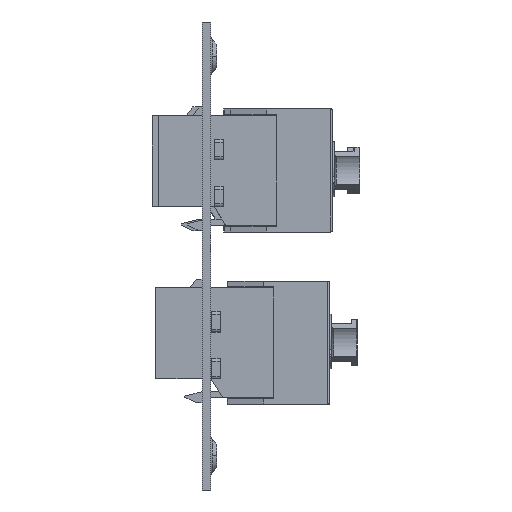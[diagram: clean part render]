
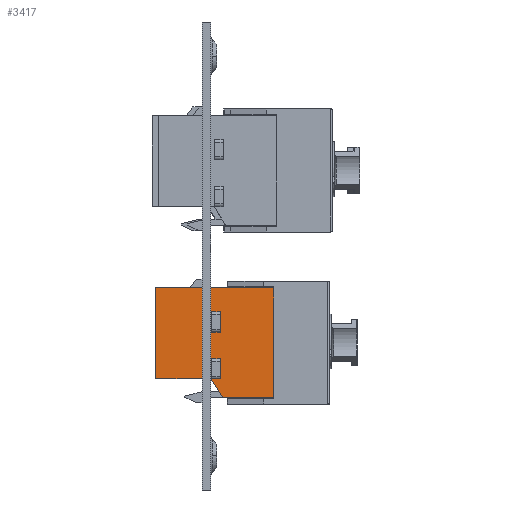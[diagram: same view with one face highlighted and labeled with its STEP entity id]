
A CAD part, left-side view. The second image highlights one B-rep face of the part: STEP entity #3417.
In plain terms, the highlighted face is planar.
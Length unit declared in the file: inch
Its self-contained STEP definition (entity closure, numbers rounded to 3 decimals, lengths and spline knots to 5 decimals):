
#438 = CARTESIAN_POINT ( 'NONE',  ( 0.285, 0.442, 0.462 ) ) ;
#529 = CARTESIAN_POINT ( 'NONE',  ( 0.285, -0.01, 0.445 ) ) ;
#568 = EDGE_CURVE ( 'NONE', #17524, #13576, #6815, .T. ) ;
#901 = LINE ( 'NONE', #18438, #9858 ) ;
#992 = FACE_OUTER_BOUND ( 'NONE', #13941, .T. ) ;
#1022 = CARTESIAN_POINT ( 'NONE',  ( 0.285, 0.314, 0.445 ) ) ;
#1166 = CARTESIAN_POINT ( 'NONE',  ( 0.285, -0.01, 0.385 ) ) ;
#1520 = CARTESIAN_POINT ( 'NONE',  ( 0.285, 0.314, 0.385 ) ) ;
#1648 = LINE ( 'NONE', #529, #15337 ) ;
#1907 = VERTEX_POINT ( 'NONE', #17930 ) ;
#2780 = VECTOR ( 'NONE', #14598, 39.37008 ) ;
#3417 = ADVANCED_FACE ( 'NONE', ( #6955, #992, #17145 ), #10254, .F. ) ;
#3870 = DIRECTION ( 'NONE',  ( -1., 0., 0. ) ) ;
#3881 = VERTEX_POINT ( 'NONE', #10082 ) ;
#4023 = DIRECTION ( 'NONE',  ( 0., 0.848, 0.53 ) ) ;
#4338 = CARTESIAN_POINT ( 'NONE',  ( 0.285, 0.314, 0.385 ) ) ;
#4477 = VECTOR ( 'NONE', #4023, 39.37008 ) ;
#4508 = CARTESIAN_POINT ( 'NONE',  ( 0.285, 0.442, 0.868 ) ) ;
#4753 = EDGE_CURVE ( 'NONE', #13544, #19028, #10481, .T. ) ;
#5092 = CARTESIAN_POINT ( 'NONE',  ( 0.285, -0.01, 0.445 ) ) ;
#5336 = EDGE_CURVE ( 'NONE', #19932, #17524, #11420, .T. ) ;
#5445 = EDGE_CURVE ( 'NONE', #6313, #11428, #6178, .T. ) ;
#5454 = VECTOR ( 'NONE', #20381, 39.37008 ) ;
#5906 = LINE ( 'NONE', #1520, #13903 ) ;
#6118 = EDGE_CURVE ( 'NONE', #13576, #20580, #1648, .T. ) ;
#6178 = LINE ( 'NONE', #9221, #5454 ) ;
#6306 = EDGE_CURVE ( 'NONE', #16535, #19028, #8868, .T. ) ;
#6313 = VERTEX_POINT ( 'NONE', #4338 ) ;
#6361 = EDGE_CURVE ( 'NONE', #15092, #1907, #901, .T. ) ;
#6447 = ORIENTED_EDGE ( 'NONE', *, *, #6306, .F. ) ;
#6779 = ORIENTED_EDGE ( 'NONE', *, *, #9102, .T. ) ;
#6806 = CARTESIAN_POINT ( 'NONE',  ( 0.285, 0.314, 0.382 ) ) ;
#6815 = LINE ( 'NONE', #18524, #17753 ) ;
#6868 = ORIENTED_EDGE ( 'NONE', *, *, #9537, .F. ) ;
#6955 = FACE_BOUND ( 'NONE', #15580, .T. ) ;
#7107 = VECTOR ( 'NONE', #12010, 39.37008 ) ;
#7166 = LINE ( 'NONE', #19598, #4477 ) ;
#7194 = VECTOR ( 'NONE', #7554, 39.37008 ) ;
#7437 = CARTESIAN_POINT ( 'NONE',  ( 0.285, 0.442, 0.868 ) ) ;
#7493 = DIRECTION ( 'NONE',  ( 0., 1., 0. ) ) ;
#7554 = DIRECTION ( 'NONE',  ( 0., 1., 0. ) ) ;
#7687 = DIRECTION ( 'NONE',  ( 0., 0., -1. ) ) ;
#7738 = LINE ( 'NONE', #12550, #2780 ) ;
#7782 = EDGE_CURVE ( 'NONE', #20580, #19932, #15720, .T. ) ;
#7788 = EDGE_CURVE ( 'NONE', #13698, #10863, #10740, .T. ) ;
#7908 = DIRECTION ( 'NONE',  ( 0., 0., -1. ) ) ;
#8064 = ORIENTED_EDGE ( 'NONE', *, *, #7782, .F. ) ;
#8128 = CARTESIAN_POINT ( 'NONE',  ( 0.285, 0.175, 0.385 ) ) ;
#8544 = CARTESIAN_POINT ( 'NONE',  ( 0.285, 0.175, 0.445 ) ) ;
#8708 = ORIENTED_EDGE ( 'NONE', *, *, #5336, .F. ) ;
#8868 = LINE ( 'NONE', #7437, #11838 ) ;
#9102 = EDGE_CURVE ( 'NONE', #15092, #13544, #7166, .T. ) ;
#9179 = LINE ( 'NONE', #16189, #11408 ) ;
#9221 = CARTESIAN_POINT ( 'NONE',  ( 0.285, 0.314, 0.385 ) ) ;
#9419 = CARTESIAN_POINT ( 'NONE',  ( 0.285, -0.01, 0.385 ) ) ;
#9537 = EDGE_CURVE ( 'NONE', #10863, #6313, #5906, .T. ) ;
#9800 = DIRECTION ( 'NONE',  ( 0., 0., -1. ) ) ;
#9858 = VECTOR ( 'NONE', #7908, 39.37008 ) ;
#10012 = VECTOR ( 'NONE', #7687, 39.37008 ) ;
#10055 = EDGE_CURVE ( 'NONE', #11428, #13698, #11331, .T. ) ;
#10082 = CARTESIAN_POINT ( 'NONE',  ( 0.285, -0.314, 0. ) ) ;
#10130 = ORIENTED_EDGE ( 'NONE', *, *, #6361, .F. ) ;
#10254 = PLANE ( 'NONE',  #15056 ) ;
#10400 = DIRECTION ( 'NONE',  ( 0., -1., 0. ) ) ;
#10481 = LINE ( 'NONE', #14451, #17693 ) ;
#10740 = LINE ( 'NONE', #15614, #10012 ) ;
#10863 = VERTEX_POINT ( 'NONE', #8128 ) ;
#11129 = ORIENTED_EDGE ( 'NONE', *, *, #5445, .F. ) ;
#11331 = LINE ( 'NONE', #1022, #7107 ) ;
#11408 = VECTOR ( 'NONE', #9800, 39.37008 ) ;
#11420 = LINE ( 'NONE', #1166, #7194 ) ;
#11428 = VERTEX_POINT ( 'NONE', #14527 ) ;
#11615 = DIRECTION ( 'NONE',  ( 0., -1., 0. ) ) ;
#11838 = VECTOR ( 'NONE', #7493, 39.37008 ) ;
#12010 = DIRECTION ( 'NONE',  ( 0., -1., 0. ) ) ;
#12400 = DIRECTION ( 'NONE',  ( 0., 0., 1. ) ) ;
#12550 = CARTESIAN_POINT ( 'NONE',  ( 0.285, 0.314, 0. ) ) ;
#12616 = ORIENTED_EDGE ( 'NONE', *, *, #7788, .F. ) ;
#13346 = ORIENTED_EDGE ( 'NONE', *, *, #4753, .T. ) ;
#13544 = VERTEX_POINT ( 'NONE', #438 ) ;
#13576 = VERTEX_POINT ( 'NONE', #5092 ) ;
#13698 = VERTEX_POINT ( 'NONE', #8544 ) ;
#13891 = EDGE_CURVE ( 'NONE', #3881, #1907, #7738, .T. ) ;
#13903 = VECTOR ( 'NONE', #14227, 39.37008 ) ;
#13941 = EDGE_LOOP ( 'NONE', ( #18671, #10130, #6779, #13346, #6447, #15780 ) ) ;
#14039 = DIRECTION ( 'NONE',  ( 0., 0., -1. ) ) ;
#14227 = DIRECTION ( 'NONE',  ( 0., 1., 0. ) ) ;
#14237 = CARTESIAN_POINT ( 'NONE',  ( 0.285, -0.149, 0.385 ) ) ;
#14451 = CARTESIAN_POINT ( 'NONE',  ( 0.285, 0.442, 0.722 ) ) ;
#14527 = CARTESIAN_POINT ( 'NONE',  ( 0.285, 0.314, 0.445 ) ) ;
#14598 = DIRECTION ( 'NONE',  ( 0., 1., 0. ) ) ;
#15056 = AXIS2_PLACEMENT_3D ( 'NONE', #16687, #3870, #10400 ) ;
#15092 = VERTEX_POINT ( 'NONE', #6806 ) ;
#15337 = VECTOR ( 'NONE', #11615, 39.37008 ) ;
#15536 = CARTESIAN_POINT ( 'NONE',  ( 0.285, -0.149, 0.385 ) ) ;
#15580 = EDGE_LOOP ( 'NONE', ( #6868, #12616, #15618, #11129 ) ) ;
#15614 = CARTESIAN_POINT ( 'NONE',  ( 0.285, 0.175, 0.385 ) ) ;
#15618 = ORIENTED_EDGE ( 'NONE', *, *, #10055, .F. ) ;
#15644 = EDGE_LOOP ( 'NONE', ( #8708, #8064, #19377, #20337 ) ) ;
#15720 = LINE ( 'NONE', #15536, #19221 ) ;
#15780 = ORIENTED_EDGE ( 'NONE', *, *, #19129, .T. ) ;
#15871 = DIRECTION ( 'NONE',  ( 0., 0., 1. ) ) ;
#16189 = CARTESIAN_POINT ( 'NONE',  ( 0.285, -0.314, 0.382 ) ) ;
#16329 = CARTESIAN_POINT ( 'NONE',  ( 0.285, -0.314, 0.868 ) ) ;
#16535 = VERTEX_POINT ( 'NONE', #16329 ) ;
#16687 = CARTESIAN_POINT ( 'NONE',  ( 0.285, 0.314, 0.382 ) ) ;
#17145 = FACE_BOUND ( 'NONE', #15644, .T. ) ;
#17228 = CARTESIAN_POINT ( 'NONE',  ( 0.285, -0.149, 0.445 ) ) ;
#17524 = VERTEX_POINT ( 'NONE', #9419 ) ;
#17693 = VECTOR ( 'NONE', #15871, 39.37008 ) ;
#17753 = VECTOR ( 'NONE', #12400, 39.37008 ) ;
#17930 = CARTESIAN_POINT ( 'NONE',  ( 0.285, 0.314, 0. ) ) ;
#18438 = CARTESIAN_POINT ( 'NONE',  ( 0.285, 0.314, 0.382 ) ) ;
#18524 = CARTESIAN_POINT ( 'NONE',  ( 0.285, -0.01, 0.385 ) ) ;
#18671 = ORIENTED_EDGE ( 'NONE', *, *, #13891, .T. ) ;
#19028 = VERTEX_POINT ( 'NONE', #4508 ) ;
#19129 = EDGE_CURVE ( 'NONE', #16535, #3881, #9179, .T. ) ;
#19221 = VECTOR ( 'NONE', #14039, 39.37008 ) ;
#19377 = ORIENTED_EDGE ( 'NONE', *, *, #6118, .F. ) ;
#19598 = CARTESIAN_POINT ( 'NONE',  ( 0.285, 0.314, 0.382 ) ) ;
#19932 = VERTEX_POINT ( 'NONE', #14237 ) ;
#20337 = ORIENTED_EDGE ( 'NONE', *, *, #568, .F. ) ;
#20381 = DIRECTION ( 'NONE',  ( 0., 0., 1. ) ) ;
#20580 = VERTEX_POINT ( 'NONE', #17228 ) ;
